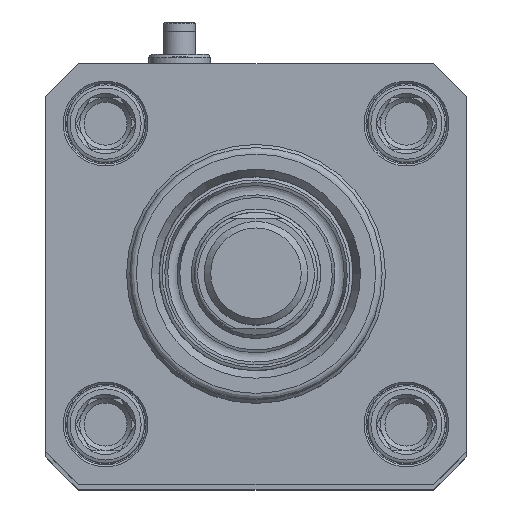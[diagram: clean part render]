
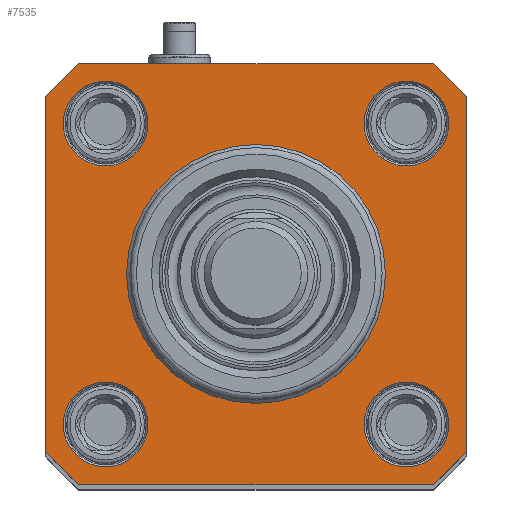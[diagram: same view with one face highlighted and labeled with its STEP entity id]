
A CAD part, top view. The second image highlights one B-rep face of the part: STEP entity #7535.
In plain terms, the highlighted planar face has unit normal (0, 0, 1).
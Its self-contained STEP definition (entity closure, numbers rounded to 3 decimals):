
#224=LINE('',#12740,#540);
#225=LINE('',#12755,#541);
#226=LINE('',#12759,#542);
#227=LINE('',#12762,#543);
#540=VECTOR('',#10106,54.772);
#541=VECTOR('',#10123,54.772);
#542=VECTOR('',#10126,54.772);
#543=VECTOR('',#10129,54.772);
#1037=PLANE('',#8390);
#1445=FACE_BOUND('',#2686,.T.);
#1446=FACE_BOUND('',#2687,.T.);
#1447=FACE_BOUND('',#2688,.T.);
#1448=FACE_BOUND('',#2689,.T.);
#1449=FACE_BOUND('',#2690,.T.);
#1915=FACE_OUTER_BOUND('',#2685,.T.);
#2685=EDGE_LOOP('',(#6156,#6157,#6158,#6159,#6160,#6161,#6162,#6163));
#2686=EDGE_LOOP('',(#6164));
#2687=EDGE_LOOP('',(#6165));
#2688=EDGE_LOOP('',(#6166));
#2689=EDGE_LOOP('',(#6167));
#2690=EDGE_LOOP('',(#6168));
#3490=CIRCLE('',#8389,6.55);
#3491=CIRCLE('',#8391,42.5);
#3492=CIRCLE('',#8392,42.5);
#3493=CIRCLE('',#8393,42.5);
#3494=CIRCLE('',#8394,42.5);
#3495=CIRCLE('',#8395,6.55);
#3496=CIRCLE('',#8396,6.55);
#3497=CIRCLE('',#8397,20.);
#3498=CIRCLE('',#8398,6.55);
#4084=VERTEX_POINT('',#12733);
#4087=VERTEX_POINT('',#12738);
#4090=VERTEX_POINT('',#12747);
#4091=VERTEX_POINT('',#12750);
#4092=VERTEX_POINT('',#12752);
#4093=VERTEX_POINT('',#12754);
#4094=VERTEX_POINT('',#12756);
#4095=VERTEX_POINT('',#12758);
#4096=VERTEX_POINT('',#12760);
#4097=VERTEX_POINT('',#12763);
#4098=VERTEX_POINT('',#12765);
#4099=VERTEX_POINT('',#12767);
#4100=VERTEX_POINT('',#12769);
#4872=EDGE_CURVE('',#4087,#4084,#224,.T.);
#4875=EDGE_CURVE('',#4090,#4090,#3490,.T.);
#4876=EDGE_CURVE('',#4091,#4084,#3491,.T.);
#4877=EDGE_CURVE('',#4087,#4092,#3492,.T.);
#4878=EDGE_CURVE('',#4093,#4092,#225,.T.);
#4879=EDGE_CURVE('',#4093,#4094,#3493,.T.);
#4880=EDGE_CURVE('',#4095,#4094,#226,.T.);
#4881=EDGE_CURVE('',#4095,#4096,#3494,.T.);
#4882=EDGE_CURVE('',#4091,#4096,#227,.T.);
#4883=EDGE_CURVE('',#4097,#4097,#3495,.T.);
#4884=EDGE_CURVE('',#4098,#4098,#3496,.T.);
#4885=EDGE_CURVE('',#4099,#4099,#3497,.T.);
#4886=EDGE_CURVE('',#4100,#4100,#3498,.T.);
#6156=ORIENTED_EDGE('',*,*,#4876,.T.);
#6157=ORIENTED_EDGE('',*,*,#4872,.F.);
#6158=ORIENTED_EDGE('',*,*,#4877,.T.);
#6159=ORIENTED_EDGE('',*,*,#4878,.F.);
#6160=ORIENTED_EDGE('',*,*,#4879,.T.);
#6161=ORIENTED_EDGE('',*,*,#4880,.F.);
#6162=ORIENTED_EDGE('',*,*,#4881,.T.);
#6163=ORIENTED_EDGE('',*,*,#4882,.F.);
#6164=ORIENTED_EDGE('',*,*,#4883,.F.);
#6165=ORIENTED_EDGE('',*,*,#4884,.F.);
#6166=ORIENTED_EDGE('',*,*,#4885,.T.);
#6167=ORIENTED_EDGE('',*,*,#4886,.F.);
#6168=ORIENTED_EDGE('',*,*,#4875,.F.);
#7535=ADVANCED_FACE('',(#1915,#1445,#1446,#1447,#1448,#1449),#1037,.F.);
#8389=AXIS2_PLACEMENT_3D('',#12748,#10115,#10116);
#8390=AXIS2_PLACEMENT_3D('',#12749,#10117,#10118);
#8391=AXIS2_PLACEMENT_3D('',#12751,#10119,#10120);
#8392=AXIS2_PLACEMENT_3D('',#12753,#10121,#10122);
#8393=AXIS2_PLACEMENT_3D('',#12757,#10124,#10125);
#8394=AXIS2_PLACEMENT_3D('',#12761,#10127,#10128);
#8395=AXIS2_PLACEMENT_3D('',#12764,#10130,#10131);
#8396=AXIS2_PLACEMENT_3D('',#12766,#10132,#10133);
#8397=AXIS2_PLACEMENT_3D('',#12768,#10134,#10135);
#8398=AXIS2_PLACEMENT_3D('',#12770,#10136,#10137);
#10106=DIRECTION('',(1.,0.,0.));
#10115=DIRECTION('center_axis',(0.,0.,
1.));
#10116=DIRECTION('ref_axis',(0.,-1.,0.));
#10117=DIRECTION('center_axis',(0.,0.,
-1.));
#10118=DIRECTION('ref_axis',(1.,0.,0.));
#10119=DIRECTION('center_axis',(0.,0.,
1.));
#10120=DIRECTION('ref_axis',(-0.644,-0.765,0.));
#10121=DIRECTION('center_axis',(0.,0.,
1.));
#10122=DIRECTION('ref_axis',(0.765,-0.644,0.));
#10123=DIRECTION('',(0.,1.,0.));
#10124=DIRECTION('center_axis',(0.,0.,
1.));
#10125=DIRECTION('ref_axis',(0.644,0.765,0.));
#10126=DIRECTION('',(-1.,0.,0.));
#10127=DIRECTION('center_axis',(0.,0.,
1.));
#10128=DIRECTION('ref_axis',(-0.765,0.644,0.));
#10129=DIRECTION('',(0.,-1.,0.));
#10130=DIRECTION('center_axis',(0.,0.,
1.));
#10131=DIRECTION('ref_axis',(-1.,0.,0.));
#10132=DIRECTION('center_axis',(0.,0.,
1.));
#10133=DIRECTION('ref_axis',(1.,0.,0.));
#10134=DIRECTION('center_axis',(0.,0.,
-1.));
#10135=DIRECTION('ref_axis',(1.,0.,0.));
#10136=DIRECTION('center_axis',(0.,0.,
1.));
#10137=DIRECTION('ref_axis',(0.,1.,0.));
#12733=CARTESIAN_POINT('',(27.386,32.5,489.125));
#12738=CARTESIAN_POINT('',(-27.386,32.5,489.125));
#12740=CARTESIAN_POINT('',(-32.5,32.5,489.125));
#12747=CARTESIAN_POINT('',(23.25,29.8,489.125));
#12748=CARTESIAN_POINT('Origin',(23.25,23.25,489.125));
#12749=CARTESIAN_POINT('Origin',(0.,0.,
489.125));
#12750=CARTESIAN_POINT('',(32.5,27.386,489.125));
#12751=CARTESIAN_POINT('Origin',(0.,0.,
489.125));
#12752=CARTESIAN_POINT('',(-32.5,27.386,489.125));
#12753=CARTESIAN_POINT('Origin',(0.,0.,
489.125));
#12754=CARTESIAN_POINT('',(-32.5,-27.386,489.125));
#12755=CARTESIAN_POINT('',(-32.5,-32.5,489.125));
#12756=CARTESIAN_POINT('',(-27.386,-32.5,489.125));
#12757=CARTESIAN_POINT('Origin',(0.,0.,
489.125));
#12758=CARTESIAN_POINT('',(27.386,-32.5,489.125));
#12759=CARTESIAN_POINT('',(32.5,-32.5,489.125));
#12760=CARTESIAN_POINT('',(32.5,-27.386,489.125));
#12761=CARTESIAN_POINT('Origin',(0.,0.,
489.125));
#12762=CARTESIAN_POINT('',(32.5,32.5,489.125));
#12763=CARTESIAN_POINT('',(29.8,-23.25,489.125));
#12764=CARTESIAN_POINT('Origin',(23.25,-23.25,489.125));
#12765=CARTESIAN_POINT('',(-29.8,23.25,489.125));
#12766=CARTESIAN_POINT('Origin',(-23.25,23.25,489.125));
#12767=CARTESIAN_POINT('',(-20.,0.,489.125));
#12768=CARTESIAN_POINT('Origin',(0.,0.,
489.125));
#12769=CARTESIAN_POINT('',(-23.25,-29.8,489.125));
#12770=CARTESIAN_POINT('Origin',(-23.25,-23.25,489.125));
